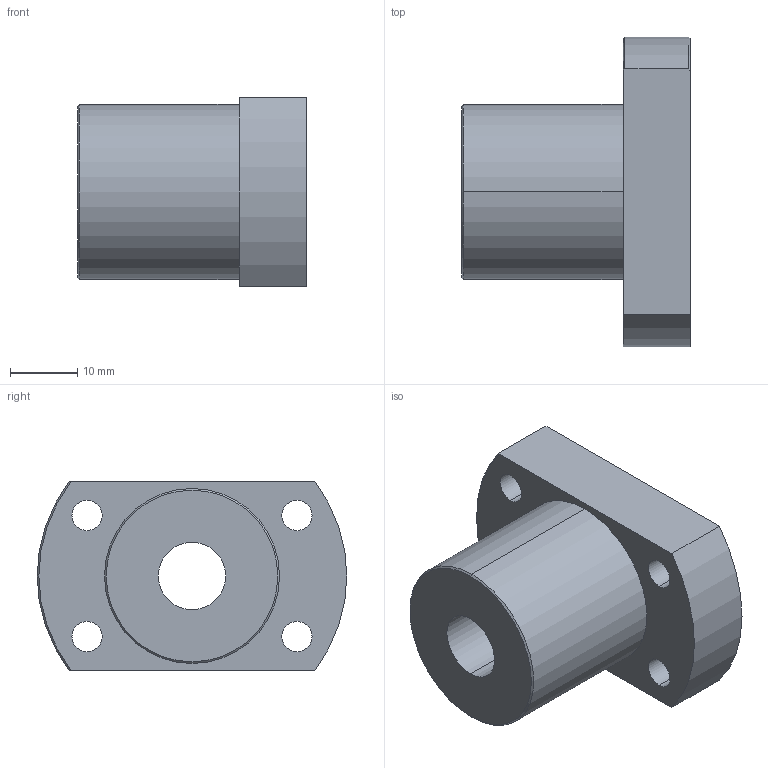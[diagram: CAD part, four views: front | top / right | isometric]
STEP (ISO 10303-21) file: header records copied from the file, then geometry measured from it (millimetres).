
FILE_DESCRIPTION (( 'STEP AP214' ), '1' );
FILE_NAME ('MBS 1004.step', '2020-09-08T14:24:12', ( '' ), ( '' ), 'SwSTEP 2.0', 'SolidWorks 2020', '' );
FILE_SCHEMA (( 'AUTOMOTIVE_DESIGN' ));
Length unit declared in the file: millimetre
Products named in the file (1): MBS 1004
Bounding box: 34 x 46 x 28 mm (x, y, z)
Volume: 21464.6 mm3; surface area: 7027.3 mm2
Topology: 1 solids, 1 shells, 23 faces, 58 edges, 38 vertices
Faces by surface type: cylinder 14, plane 5, cone 4
Entity records: 766 total; most frequent: DIRECTION 134, CARTESIAN_POINT 132, ORIENTED_EDGE 116, EDGE_CURVE 58, AXIS2_PLACEMENT_3D 56, VERTEX_POINT 38, EDGE_LOOP 34, CIRCLE 32
